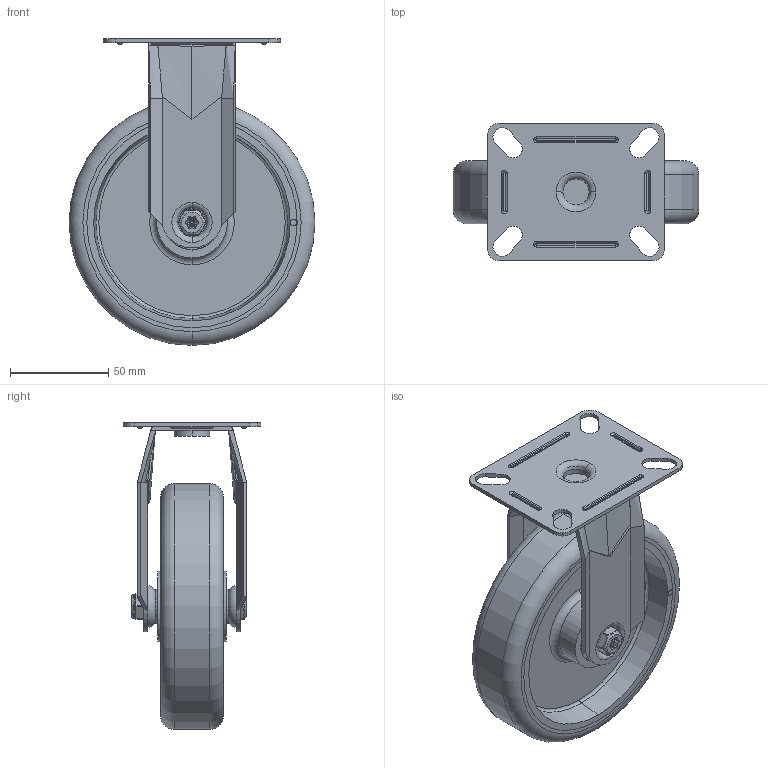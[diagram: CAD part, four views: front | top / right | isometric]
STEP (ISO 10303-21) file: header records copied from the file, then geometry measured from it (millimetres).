
FILE_DESCRIPTION(('STEP AP203'),'1');
FILE_NAME('BZMF125GRECBJ.STEP','2023-05-23T13:16:09',(' '),(' '),'Spatial InterOp 3D',' ',' ');
FILE_SCHEMA(('CONFIG_CONTROL_DESIGN'));
Length unit declared in the file: metre
Products named in the file (24): BZMF125AS; ZINC PLATED PRESSED STEEL TOP PLATE; ZINC PLATED PRESSED STEEL FORKS; BZMF125GRECBJ; BZM125WGRECBJM10; 85 SHORE A ELECTRICALLY CONDUCTIVE RUBBER TYRE; NYLON RIM; NYLON RIM Geometry; SPOT; BEARING; INSIDE; OUTTER; Pattern; Component4; TUBEM10X37; ZINC PLATED AXLE TUBE; BOLTBZM8MM; ZINC PLATED AXLE BOLT; NYLOC NUT; NUT; RUBBER; NYLOCM8Z
Assembly tree (38 placements, depth 5):
  BZMF125GRECBJ
    BZMF125AS
      ZINC PLATED PRESSED STEEL TOP PLATE
      ZINC PLATED PRESSED STEEL FORKS
    BZM125WGRECBJM10
      85 SHORE A ELECTRICALLY CONDUCTIVE RUBBER TYRE
      NYLON RIM
        NYLON RIM Geometry
        SPOT
      BEARING
        INSIDE
        OUTTER
        Pattern
          Component4  x7
      BEARING
        INSIDE
        OUTTER
        Pattern
          Component4  x7
    TUBEM10X37
      ZINC PLATED AXLE TUBE
    BOLTBZM8MM
      ZINC PLATED AXLE BOLT
    NYLOCM8Z
      NYLOC NUT
        NUT
        RUBBER
Bounding box: 125 x 70 x 156 mm (x, y, z)
Volume: 237569.2 mm3; surface area: 116736.7 mm2
Topology: 27 solids, 27 shells, 590 faces, 1415 edges, 847 vertices
Faces by surface type: cylinder 215, plane 133, torus 110, bspline 66, sphere 60, cone 6
Entity records: 27901 total; most frequent: CARTESIAN_POINT 14387, DIRECTION 2699, ORIENTED_EDGE 2502, EDGE_CURVE 1251, AXIS2_PLACEMENT_3D 1141, VERTEX_POINT 777, CIRCLE 631, EDGE_LOOP 582
